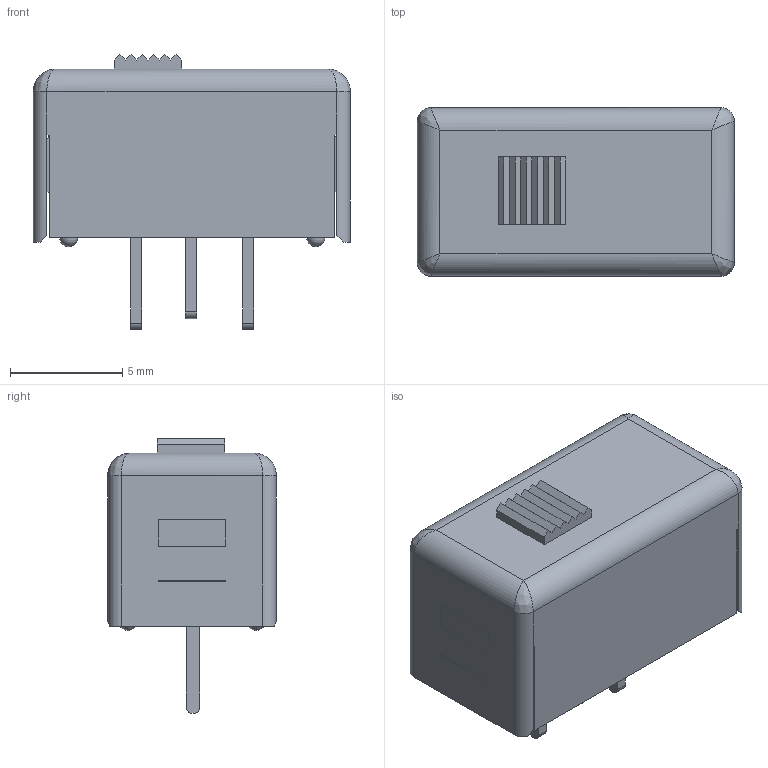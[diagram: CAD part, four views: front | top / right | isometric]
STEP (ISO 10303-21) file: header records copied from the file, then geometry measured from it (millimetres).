
FILE_DESCRIPTION((''),'2;1');
FILE_NAME('25136NAB','2014-12-12T',('brevel'),(''),'PRO/ENGINEER BY PARAMETRIC TECHNOLOGY CORPORATION, 2013410','PRO/ENGINEER BY PARAMETRIC TECHNOLOGY CORPORATION, 2013410','');
FILE_SCHEMA(('CONFIG_CONTROL_DESIGN'));
Length unit declared in the file: millimetre
Products named in the file (1): 25136NAB
Bounding box: 14.12 x 7.5 x 12.24 mm (x, y, z)
Volume: 716.3 mm3; surface area: 939.5 mm2
Topology: 1 solids, 1 shells, 129 faces, 346 edges, 214 vertices
Faces by surface type: plane 106, cylinder 11, sphere 8, bspline 4
Entity records: 4160 total; most frequent: CARTESIAN_POINT 949, ORIENTED_EDGE 676, DIRECTION 606, EDGE_CURVE 338, VECTOR 296, LINE 296, VERTEX_POINT 214, AXIS2_PLACEMENT_3D 155
